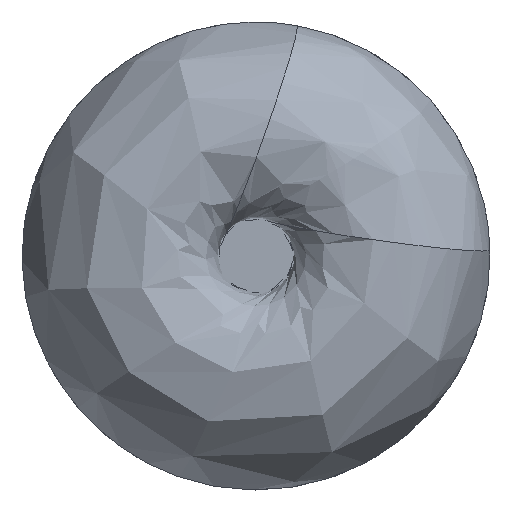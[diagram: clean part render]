
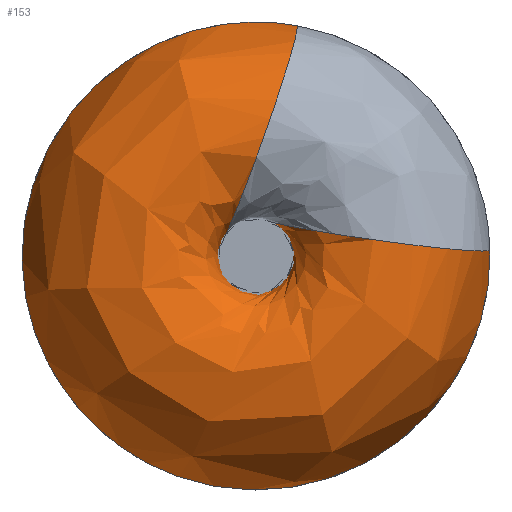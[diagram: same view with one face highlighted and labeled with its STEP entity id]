
A CAD part, left-side view. The second image highlights one B-rep face of the part: STEP entity #153.
In plain terms, the highlighted free-form (B-spline) face has degree [3, 3] with [7, 7] control points.
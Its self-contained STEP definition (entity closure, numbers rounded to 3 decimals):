
#153=ADVANCED_FACE('',(#169,#170),#167,.F.);
#167=(
BOUNDED_SURFACE()
B_SPLINE_SURFACE(3,3,((#365,#366,#367,#368,#369,#370,#371),(#372,#373,#374,
#375,#376,#377,#378),(#379,#380,#381,#382,#383,#384,#385),(#386,#387,#388,
#389,#390,#391,#392),(#393,#394,#395,#396,#397,#398,#399),(#400,#401,#402,
#403,#404,#405,#406),(#407,#408,#409,#410,#411,#412,#413)),
 .UNSPECIFIED.,.T.,.F.,.F.)
B_SPLINE_SURFACE_WITH_KNOTS((1,3,3,3,1),(4,3,4),(-0.5,0.,0.5,1.,1.5),(0.,
0.5,1.),.UNSPECIFIED.)
GEOMETRIC_REPRESENTATION_ITEM()
RATIONAL_B_SPLINE_SURFACE(((1.,0.557,0.557,1.,0.557,
0.557,1.),(0.333,0.186,0.186,
0.333,0.186,0.186,0.333),
(0.333,0.186,0.186,0.333,
0.186,0.186,0.333),(1.,0.557,
0.557,1.,0.557,0.557,1.),(0.333,
0.186,0.186,0.333,0.186,
0.186,0.333),(0.333,0.186,
0.186,0.333,0.186,0.186,
0.333),(1.,0.557,0.557,1.,0.557,
0.557,1.)))
REPRESENTATION_ITEM('')
SURFACE()
);
#169=FACE_BOUND('',#193,.T.);
#170=FACE_BOUND('',#194,.T.);
#193=EDGE_LOOP('',(#219));
#194=EDGE_LOOP('',(#220));
#219=ORIENTED_EDGE('',*,*,#258,.T.);
#220=ORIENTED_EDGE('',*,*,#259,.F.);
#245=VERTEX_POINT('',#362);
#246=VERTEX_POINT('',#364);
#258=EDGE_CURVE('',#245,#245,#271,.T.);
#259=EDGE_CURVE('',#246,#246,#272,.T.);
#271=CIRCLE('',#285,4.);
#272=CIRCLE('',#286,4.);
#285=AXIS2_PLACEMENT_3D('',#361,#311,#312);
#286=AXIS2_PLACEMENT_3D('',#363,#313,#314);
#311=DIRECTION('',(-0.052,0.941,0.334));
#312=DIRECTION('',(0.,-0.334,0.942));
#313=DIRECTION('',(-0.052,-0.139,0.989));
#314=DIRECTION('',(0.,-0.99,-0.139));
#361=CARTESIAN_POINT('',(3.995,-0.059,4.108));
#362=CARTESIAN_POINT('',(3.995,-1.397,7.877));
#363=CARTESIAN_POINT('',(3.995,-4.037,0.764));
#364=CARTESIAN_POINT('',(3.995,-7.998,0.207));
#365=CARTESIAN_POINT('',(3.995,-7.998,0.207));
#366=CARTESIAN_POINT('',(3.995,-8.231,-8.808));
#367=CARTESIAN_POINT('',(3.995,0.182,-12.054));
#368=CARTESIAN_POINT('',(3.995,6.064,-5.219));
#369=CARTESIAN_POINT('',(3.995,11.946,1.617));
#370=CARTESIAN_POINT('',(3.995,7.482,9.452));
#371=CARTESIAN_POINT('',(3.995,-1.397,7.877));
#372=CARTESIAN_POINT('',(11.984,-8.056,0.622));
#373=CARTESIAN_POINT('',(11.984,-8.757,-8.459));
#374=CARTESIAN_POINT('',(11.984,-0.439,-12.167));
#375=CARTESIAN_POINT('',(11.984,5.847,-5.577));
#376=CARTESIAN_POINT('',(11.984,12.133,1.014));
#377=CARTESIAN_POINT('',(11.984,8.035,9.148));
#378=CARTESIAN_POINT('',(11.984,-1.003,8.018));
#379=CARTESIAN_POINT('',(11.984,-0.134,1.735));
#380=CARTESIAN_POINT('',(11.984,-2.09,1.584));
#381=CARTESIAN_POINT('',(11.984,-2.604,-0.309));
#382=CARTESIAN_POINT('',(11.984,-0.994,-1.429));
#383=CARTESIAN_POINT('',(11.984,0.617,-2.549));
#384=CARTESIAN_POINT('',(11.984,2.213,-1.408));
#385=CARTESIAN_POINT('',(11.984,1.673,0.478));
#386=CARTESIAN_POINT('',(3.995,-0.076,1.321));
#387=CARTESIAN_POINT('',(3.995,-1.564,1.235));
#388=CARTESIAN_POINT('',(3.995,-1.984,-0.195));
#389=CARTESIAN_POINT('',(3.995,-0.777,-1.071));
#390=CARTESIAN_POINT('',(3.995,0.43,-1.946));
#391=CARTESIAN_POINT('',(3.995,1.66,-1.103));
#392=CARTESIAN_POINT('',(3.995,1.279,0.338));
#393=CARTESIAN_POINT('',(-3.995,-0.017,0.906));
#394=CARTESIAN_POINT('',(-3.995,-1.039,0.887));
#395=CARTESIAN_POINT('',(-3.995,-1.363,-0.082));
#396=CARTESIAN_POINT('',(-3.995,-0.56,-0.713));
#397=CARTESIAN_POINT('',(-3.995,0.244,-1.344));
#398=CARTESIAN_POINT('',(-3.995,1.108,-0.798));
#399=CARTESIAN_POINT('',(-3.995,0.884,0.198));
#400=CARTESIAN_POINT('',(-3.995,-7.939,-0.207));
#401=CARTESIAN_POINT('',(-3.995,-7.706,-9.156));
#402=CARTESIAN_POINT('',(-3.995,0.803,-11.941));
#403=CARTESIAN_POINT('',(-3.995,6.281,-4.861));
#404=CARTESIAN_POINT('',(-3.995,11.76,2.22));
#405=CARTESIAN_POINT('',(-3.995,6.93,9.757));
#406=CARTESIAN_POINT('',(-3.995,-1.792,7.737));
#407=CARTESIAN_POINT('',(3.995,-7.998,0.207));
#408=CARTESIAN_POINT('',(3.995,-8.231,-8.808));
#409=CARTESIAN_POINT('',(3.995,0.182,-12.054));
#410=CARTESIAN_POINT('',(3.995,6.064,-5.219));
#411=CARTESIAN_POINT('',(3.995,11.946,1.617));
#412=CARTESIAN_POINT('',(3.995,7.482,9.452));
#413=CARTESIAN_POINT('',(3.995,-1.397,7.877));
